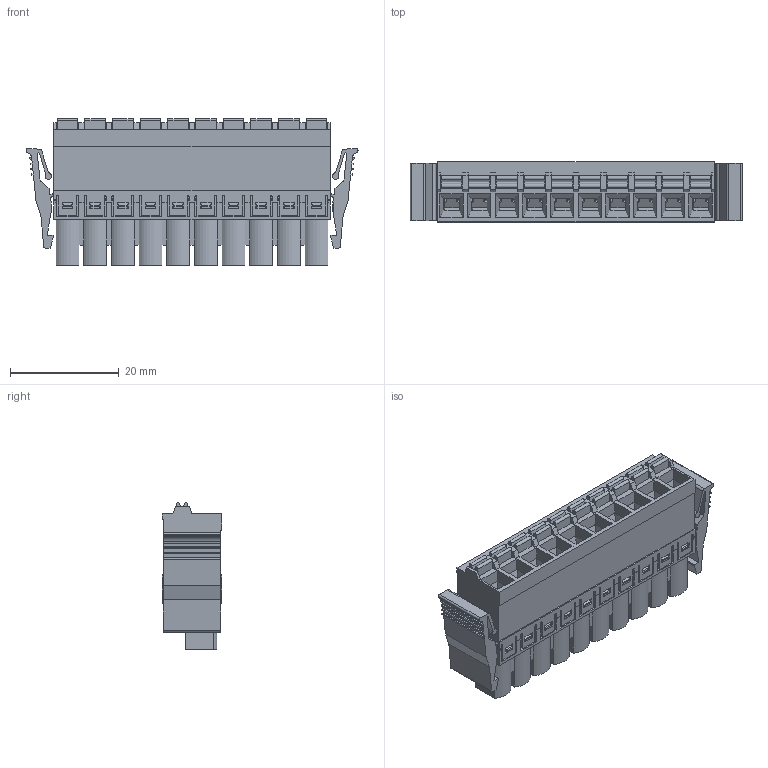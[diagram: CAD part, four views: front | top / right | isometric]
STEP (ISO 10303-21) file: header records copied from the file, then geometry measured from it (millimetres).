
FILE_DESCRIPTION(/* description */ ('Unknown'),/* implementation_level */ '2;1');
FILE_NAME(/* name */ '691304530010',/* time_stamp */ '2021-06-02T17:36:29+02:00',/* author */ ('Unknown'),/* organization */ ('Unknown'),/* preprocessor_version */ 'ST-DEVELOPER v16.7',/* originating_system */ 'Solid Edge',/* authorisation */ 'Unknown');
FILE_SCHEMA (('AUTOMOTIVE_DESIGN {1 0 10303 214 3 1 1}'));
Length unit declared in the file: millimetre
Products named in the file (6): 6913045300xx; 691304530010; 691304530010_Bas; 6913045300xx_Levier; 6913045300xx_Lamelle; 6913045300xx_Pin
Assembly tree (32 placements, depth 2):
  6913045300xx
    691304530010
    691304530010_Bas
    6913045300xx_Levier  x10
    6913045300xx_Lamelle  x10
    6913045300xx_Pin  x10
Bounding box: 60.96 x 11 x 26.91 mm (x, y, z)
Volume: 6924.3 mm3; surface area: 21058.3 mm2
Topology: 32 solids, 32 shells, 3930 faces, 10963 edges, 7124 vertices
Faces by surface type: plane 2944, cylinder 946, bspline 30, cone 10
Full cylindrical faces by diameter (mm): 1.5 x10, 3 x10
Entity records: 64823 total; most frequent: CARTESIAN_POINT 11608, ORIENTED_EDGE 11368, DIRECTION 10291, EDGE_CURVE 5684, LINE 5189, VECTOR 5189, VERTEX_POINT 3711, AXIS2_PLACEMENT_3D 2551
